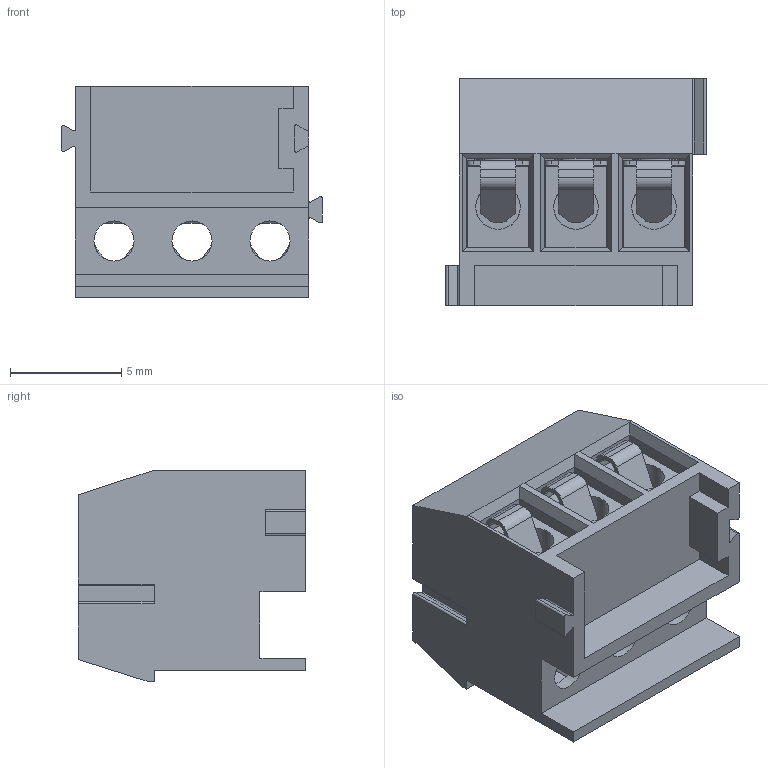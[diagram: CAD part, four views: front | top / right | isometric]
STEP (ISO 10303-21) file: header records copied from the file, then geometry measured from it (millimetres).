
FILE_DESCRIPTION(/* description */ (''),/* implementation_level */ '2;1');
FILE_NAME(/* name */ '822-03-PAA-3.5-03-4-0-40.stp',/* time_stamp */ '2026-02-24T11:14:18+01:00',/* author */ ('Andreas.Larin'),/* organization */ (''),/* preprocessor_version */ 'ST-DEVELOPER v20',/* originating_system */ 'Autodesk Inventor 2025',/* authorisation */ '');
FILE_SCHEMA (('AUTOMOTIVE_DESIGN { 1 0 10303 214 3 1 1 }'));
Length unit declared in the file: millimetre
Products named in the file (1): 822-03-PAA-3.5-03-4-0-40
Bounding box: 11.7 x 10.2 x 9.5 mm (x, y, z)
Volume: 591.1 mm3; surface area: 1550.3 mm2
Topology: 1 solids, 1 shells, 358 faces, 1049 edges, 680 vertices
Faces by surface type: plane 204, cylinder 118, bspline 21, torus 12, cone 3
Full cylindrical faces by diameter (mm): 1.8 x6, 2 x12, 2.1 x6, 3 x9
Entity records: 21026 total; most frequent: CARTESIAN_POINT 11476, ORIENTED_EDGE 2098, DIRECTION 1841, EDGE_CURVE 1049, VERTEX_POINT 680, LINE 631, VECTOR 631, AXIS2_PLACEMENT_3D 605
